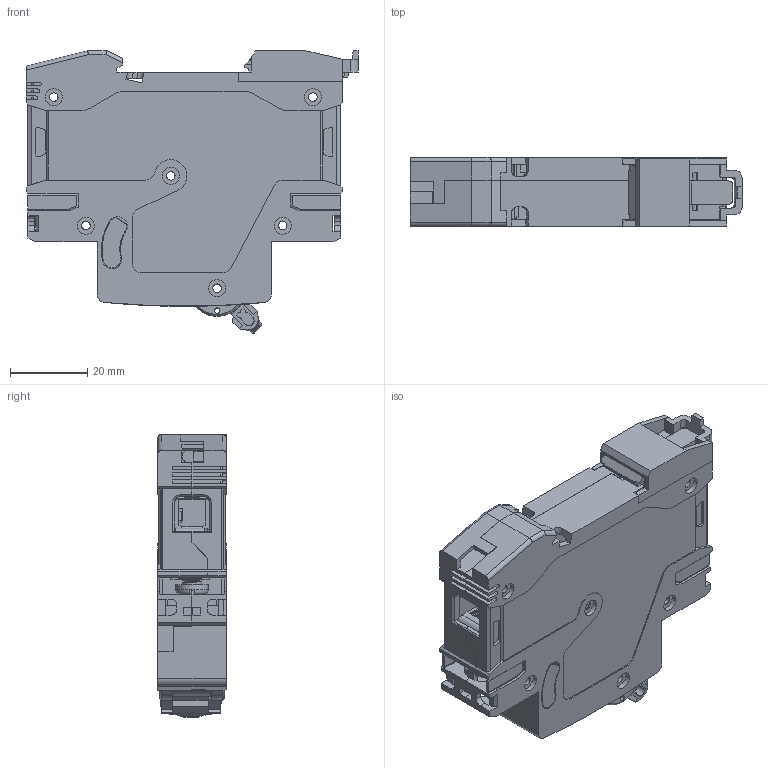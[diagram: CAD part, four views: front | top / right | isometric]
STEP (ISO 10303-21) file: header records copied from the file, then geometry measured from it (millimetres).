
FILE_DESCRIPTION((''),'2;1');
FILE_NAME('NB1-63H_2_1P2020100001_ASM','2023-07-20T13:35:44',('huytao'),(''),'CREO PARAMETRIC BY PTC INC, 2020044','CREO PARAMETRIC BY PTC INC, 2020044','');
FILE_SCHEMA(('CONFIG_CONTROL_DESIGN','SHAPE_APPEARANCE_LAYERS_GROUPS'));
Products named in the file (1): NB1-63H_2_1P2020100001_ASM
Bounding box: 86 x 17.8 x 73.16 mm (x, y, z)
Volume: 3767.2 mm3; surface area: 43477.4 mm2
Topology: 5 solids, 15 shells, 2421 faces, 6885 edges, 4502 vertices
Faces by surface type: plane 1741, cylinder 579, bspline 52, torus 21, cone 16, sphere 12
Entity records: 90398 total; most frequent: CARTESIAN_POINT 23261, ORIENTED_EDGE 13689, DIRECTION 12348, EDGE_CURVE 6877, VECTOR 5344, LINE 5344, VERTEX_POINT 4502, AXIS2_PLACEMENT_3D 3502
